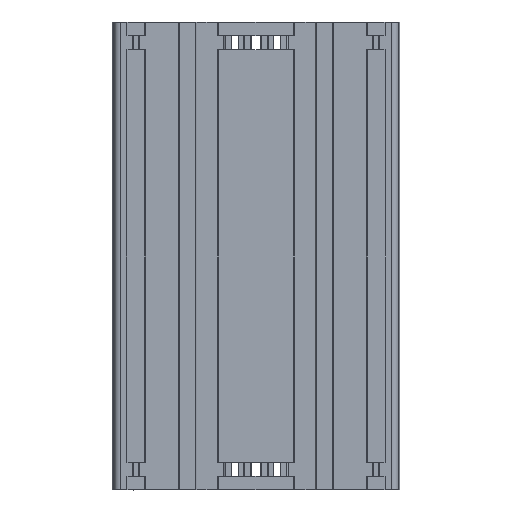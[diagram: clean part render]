
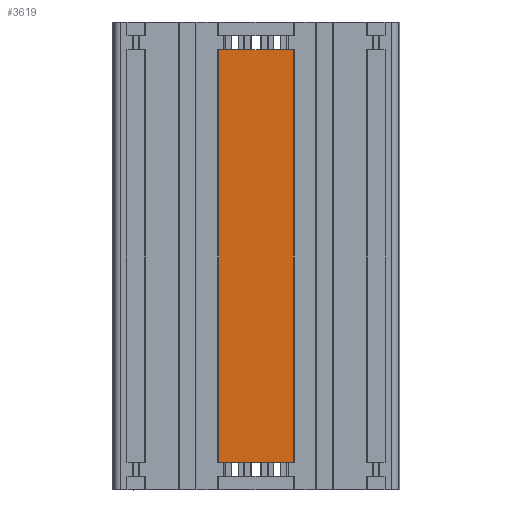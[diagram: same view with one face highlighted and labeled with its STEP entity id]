
A CAD part, front view. The second image highlights one B-rep face of the part: STEP entity #3619.
In plain terms, the highlighted planar face has unit normal (0, -1, 0).
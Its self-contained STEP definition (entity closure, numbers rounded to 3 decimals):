
#771=CARTESIAN_POINT('',(-11.45,10.35,145.4));
#772=VERTEX_POINT('',#771);
#780=CARTESIAN_POINT('',(11.45,10.35,145.4));
#781=VERTEX_POINT('',#780);
#782=CARTESIAN_POINT('',(11.45,10.35,145.4));
#783=DIRECTION('',(-1.0,0.0,0.0));
#784=VECTOR('',#783,22.9);
#785=LINE('',#782,#784);
#786=EDGE_CURVE('',#781,#772,#785,.T.);
#1597=CARTESIAN_POINT('',(11.45,10.35,18.6));
#1598=VERTEX_POINT('',#1597);
#1606=CARTESIAN_POINT('',(-11.45,10.35,18.6));
#1607=VERTEX_POINT('',#1606);
#1608=CARTESIAN_POINT('',(-11.45,10.35,18.6));
#1609=DIRECTION('',(1.0,0.0,0.0));
#1610=VECTOR('',#1609,22.9);
#1611=LINE('',#1608,#1610);
#1612=EDGE_CURVE('',#1607,#1598,#1611,.T.);
#3545=CARTESIAN_POINT('',(-11.45,10.35,145.4));
#3546=DIRECTION('',(0.0,0.0,-1.0));
#3547=VECTOR('',#3546,126.8);
#3548=LINE('',#3545,#3547);
#3549=EDGE_CURVE('',#772,#1607,#3548,.T.);
#3603=CARTESIAN_POINT('',(11.6,10.35,197.6));
#3604=DIRECTION('',(0.0,1.0,0.0));
#3605=DIRECTION('',(0.0,0.0,1.0));
#3606=AXIS2_PLACEMENT_3D('',#3603,#3604,#3605);
#3607=PLANE('',#3606);
#3608=ORIENTED_EDGE('',*,*,#786,.T.);
#3609=ORIENTED_EDGE('',*,*,#3549,.T.);
#3610=ORIENTED_EDGE('',*,*,#1612,.T.);
#3611=CARTESIAN_POINT('',(11.45,10.35,18.6));
#3612=DIRECTION('',(0.0,0.0,1.0));
#3613=VECTOR('',#3612,126.8);
#3614=LINE('',#3611,#3613);
#3615=EDGE_CURVE('',#1598,#781,#3614,.T.);
#3616=ORIENTED_EDGE('',*,*,#3615,.T.);
#3617=EDGE_LOOP('',(#3608,#3609,#3610,#3616));
#3618=FACE_OUTER_BOUND('',#3617,.T.);
#3619=ADVANCED_FACE('',(#3618),#3607,.F.);
